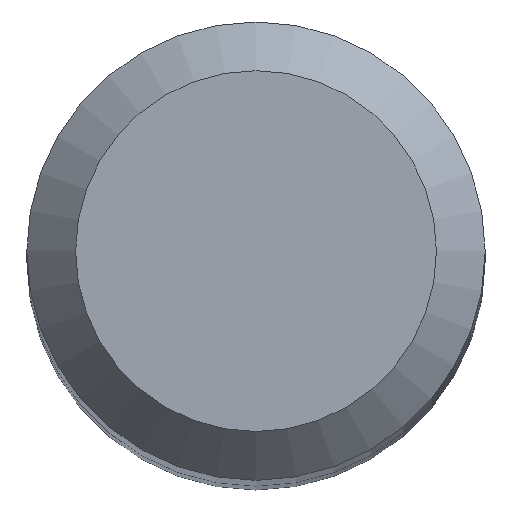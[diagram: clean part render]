
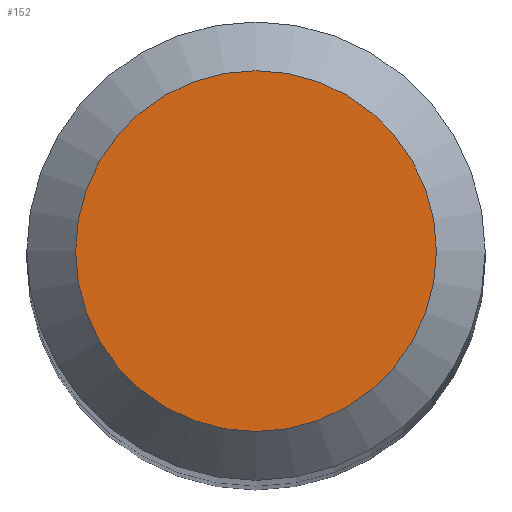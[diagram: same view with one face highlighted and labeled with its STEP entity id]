
A CAD part, top view. The second image highlights one B-rep face of the part: STEP entity #152.
In plain terms, the highlighted planar face has unit normal (0, 0, 1).
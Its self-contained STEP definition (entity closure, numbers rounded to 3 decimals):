
#19 = DIRECTION ( 'NONE',  ( 0., 0., -1. ) ) ;
#22 = CARTESIAN_POINT ( 'NONE',  ( 0., 0., 58. ) ) ;
#44 = EDGE_LOOP ( 'NONE', ( #172 ) ) ;
#51 = DIRECTION ( 'NONE',  ( 0., 0., -1. ) ) ;
#53 = PLANE ( 'NONE',  #181 ) ;
#54 = CARTESIAN_POINT ( 'NONE',  ( 0., 1.85, 58. ) ) ;
#83 = AXIS2_PLACEMENT_3D ( 'NONE', #144, #19, #175 ) ;
#102 = EDGE_CURVE ( 'NONE', #130, #130, #154, .T. ) ;
#129 = DIRECTION ( 'NONE',  ( 0., 1., 0. ) ) ;
#130 = VERTEX_POINT ( 'NONE', #54 ) ;
#144 = CARTESIAN_POINT ( 'NONE',  ( 0., 0., 58. ) ) ;
#152 = ADVANCED_FACE ( 'NONE', ( #159 ), #53, .F. ) ;
#154 = CIRCLE ( 'NONE', #83, 1.85 ) ;
#159 = FACE_OUTER_BOUND ( 'NONE', #44, .T. ) ;
#172 = ORIENTED_EDGE ( 'NONE', *, *, #102, .F. ) ;
#175 = DIRECTION ( 'NONE',  ( 0., 1., 0. ) ) ;
#181 = AXIS2_PLACEMENT_3D ( 'NONE', #22, #51, #129 ) ;
